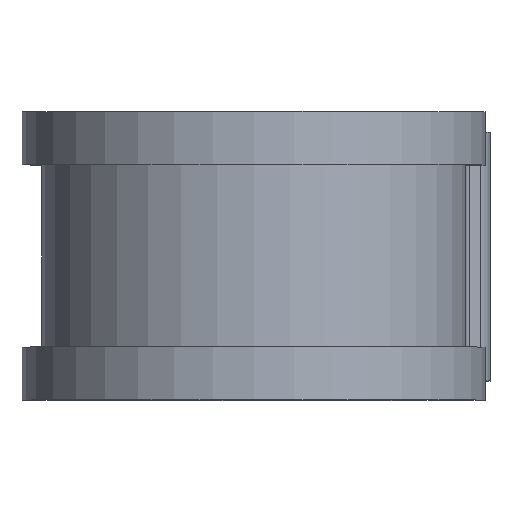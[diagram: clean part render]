
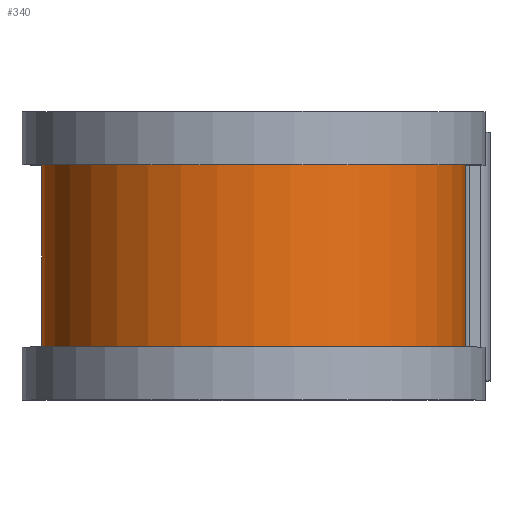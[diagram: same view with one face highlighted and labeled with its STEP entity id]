
A CAD part, top view. The second image highlights one B-rep face of the part: STEP entity #340.
In plain terms, the highlighted cylindrical face has radius 16.231 mm (diameter 32.461 mm), a partial arc.
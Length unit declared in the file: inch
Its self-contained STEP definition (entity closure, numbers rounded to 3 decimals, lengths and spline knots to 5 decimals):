
#12 = CIRCLE ( 'NONE', #1500, 0.639 ) ;
#60 = CARTESIAN_POINT ( 'NONE',  ( 0., 0.275, -0.639 ) ) ;
#226 = EDGE_CURVE ( 'NONE', #664, #281, #1535, .T. ) ;
#252 = DIRECTION ( 'NONE',  ( 0., 0., -1. ) ) ;
#267 = CARTESIAN_POINT ( 'NONE',  ( 0., -0.275, 0. ) ) ;
#281 = VERTEX_POINT ( 'NONE', #1626 ) ;
#340 = ADVANCED_FACE ( 'NONE', ( #872 ), #1560, .T. ) ;
#341 = DIRECTION ( 'NONE',  ( 0., -1., 0. ) ) ;
#383 = DIRECTION ( 'NONE',  ( 0., 0., -1. ) ) ;
#385 = EDGE_CURVE ( 'NONE', #667, #664, #12, .T. ) ;
#399 = CARTESIAN_POINT ( 'NONE',  ( 0., 0.375, -0.639 ) ) ;
#411 = DIRECTION ( 'NONE',  ( 0., -1., 0. ) ) ;
#420 = EDGE_CURVE ( 'NONE', #667, #1490, #561, .T. ) ;
#441 = ORIENTED_EDGE ( 'NONE', *, *, #420, .F. ) ;
#509 = DIRECTION ( 'NONE',  ( 0., -1., 0. ) ) ;
#561 = LINE ( 'NONE', #1680, #606 ) ;
#606 = VECTOR ( 'NONE', #509, 39.37008 ) ;
#664 = VERTEX_POINT ( 'NONE', #60 ) ;
#667 = VERTEX_POINT ( 'NONE', #1334 ) ;
#853 = VECTOR ( 'NONE', #411, 39.37008 ) ;
#860 = AXIS2_PLACEMENT_3D ( 'NONE', #1273, #341, #252 ) ;
#872 = FACE_OUTER_BOUND ( 'NONE', #1441, .T. ) ;
#1005 = AXIS2_PLACEMENT_3D ( 'NONE', #267, #1210, #383 ) ;
#1011 = ORIENTED_EDGE ( 'NONE', *, *, #226, .T. ) ;
#1177 = EDGE_CURVE ( 'NONE', #1490, #281, #1584, .T. ) ;
#1210 = DIRECTION ( 'NONE',  ( 0., -1., 0. ) ) ;
#1265 = CARTESIAN_POINT ( 'NONE',  ( 0.639, -0.275, 0. ) ) ;
#1273 = CARTESIAN_POINT ( 'NONE',  ( 0., 0.375, 0. ) ) ;
#1334 = CARTESIAN_POINT ( 'NONE',  ( 0.639, 0.275, 0. ) ) ;
#1441 = EDGE_LOOP ( 'NONE', ( #441, #1652, #1011, #1728 ) ) ;
#1480 = CARTESIAN_POINT ( 'NONE',  ( 0., 0.275, 0. ) ) ;
#1486 = DIRECTION ( 'NONE',  ( 0., -1., 0. ) ) ;
#1490 = VERTEX_POINT ( 'NONE', #1265 ) ;
#1500 = AXIS2_PLACEMENT_3D ( 'NONE', #1480, #1486, #1505 ) ;
#1505 = DIRECTION ( 'NONE',  ( 0., 0., -1. ) ) ;
#1535 = LINE ( 'NONE', #399, #853 ) ;
#1560 = CYLINDRICAL_SURFACE ( 'NONE', #860, 0.639 ) ;
#1584 = CIRCLE ( 'NONE', #1005, 0.639 ) ;
#1626 = CARTESIAN_POINT ( 'NONE',  ( 0., -0.275, -0.639 ) ) ;
#1652 = ORIENTED_EDGE ( 'NONE', *, *, #385, .T. ) ;
#1680 = CARTESIAN_POINT ( 'NONE',  ( 0.639, 0.375, 0. ) ) ;
#1728 = ORIENTED_EDGE ( 'NONE', *, *, #1177, .F. ) ;
